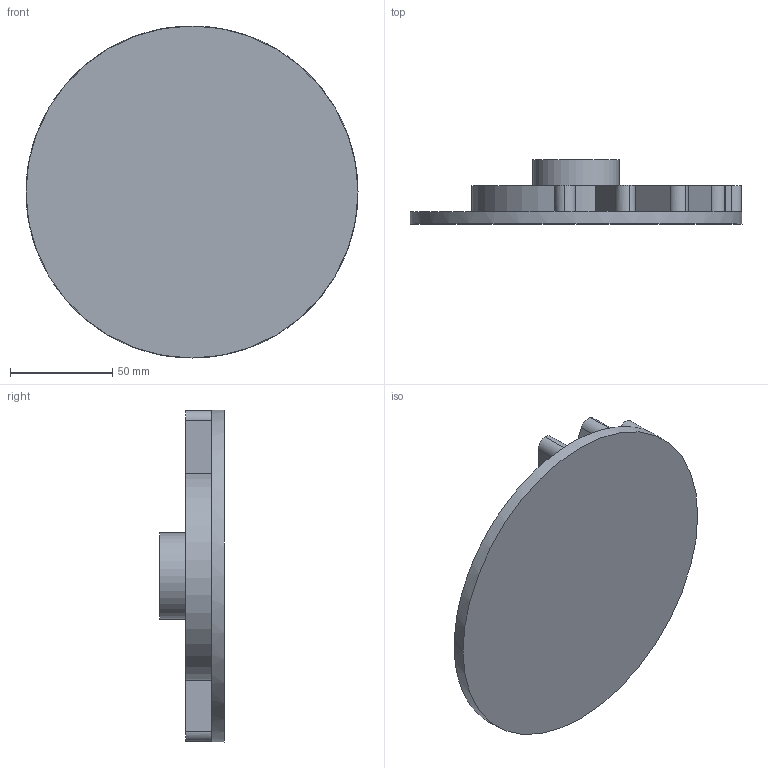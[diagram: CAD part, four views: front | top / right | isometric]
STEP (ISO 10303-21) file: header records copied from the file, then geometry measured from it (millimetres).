
FILE_DESCRIPTION(/* description */ (''),/* implementation_level */ '2;1');
FILE_NAME(/* name */ 'SkittlesHolder.step',/* time_stamp */ '2022-12-19T08:04:30-06:00',/* author */ (''),/* organization */ (''),/* preprocessor_version */ 'ST-DEVELOPER v19.2',/* originating_system */ 'Autodesk Translation Framework v11.17.0.187',/* authorisation */ '');
FILE_SCHEMA (('AUTOMOTIVE_DESIGN { 1 0 10303 214 3 1 1 }'));
Length unit declared in the file: millimetre
Products named in the file (1): RefillDispenser
Bounding box: 162 x 31.4 x 162 mm (x, y, z)
Volume: 276628.7 mm3; surface area: 56794.5 mm2
Topology: 1 solids, 1 shells, 69 faces, 192 edges, 128 vertices
Faces by surface type: plane 36, cylinder 33
Full cylindrical faces by diameter (mm): 42 x1, 162 x1
Entity records: 2265 total; most frequent: DIRECTION 398, CARTESIAN_POINT 390, ORIENTED_EDGE 384, EDGE_CURVE 192, AXIS2_PLACEMENT_3D 136, VERTEX_POINT 128, LINE 126, VECTOR 126
